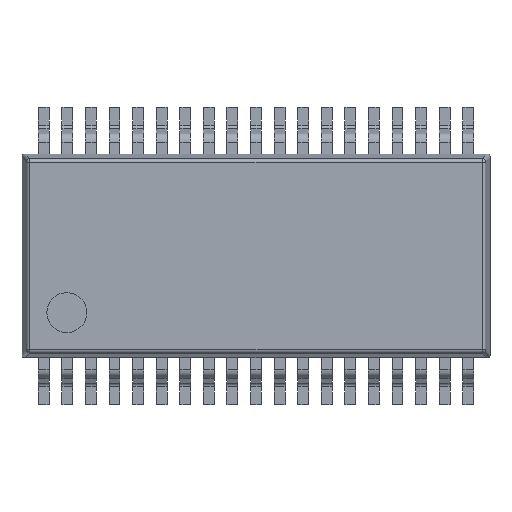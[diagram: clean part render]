
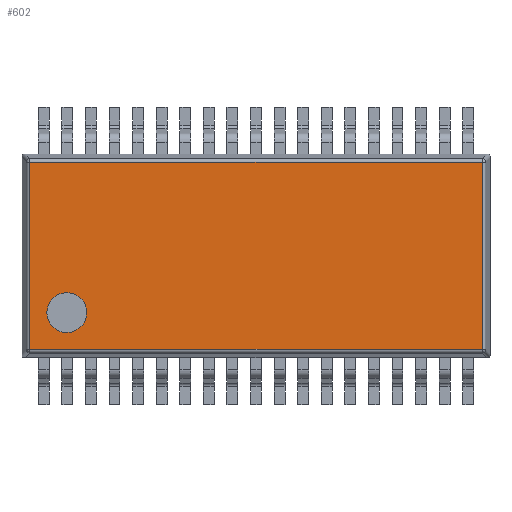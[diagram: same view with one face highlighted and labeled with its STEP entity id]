
A CAD part, top view. The second image highlights one B-rep face of the part: STEP entity #602.
In plain terms, the highlighted planar face has unit normal (0, 0, 1).
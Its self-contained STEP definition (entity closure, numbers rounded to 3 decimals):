
#602=ADVANCED_FACE('',(#1442,#1444),#1446,.T.);
#1442=FACE_BOUND('',#1443,.T.);
#1443=EDGE_LOOP('',(#2186,#2187,#2188,#2189));
#1444=FACE_BOUND('',#1445,.T.);
#1445=EDGE_LOOP('',(#2190));
#1446=PLANE('',#1447);
#1447=AXIS2_PLACEMENT_3D('',#1448,#1449,#1450);
#1448=CARTESIAN_POINT('',(0.,0.,2.));
#1449=DIRECTION('',(0.,0.,1.));
#1450=DIRECTION('',(1.,0.,0.));
#2186=ORIENTED_EDGE('',*,*,#2654,.T.);
#2187=ORIENTED_EDGE('',*,*,#2655,.T.);
#2188=ORIENTED_EDGE('',*,*,#2656,.T.);
#2189=ORIENTED_EDGE('',*,*,#2657,.T.);
#2190=ORIENTED_EDGE('',*,*,#2658,.T.);
#2654=EDGE_CURVE('',#2964,#2965,#2966,.T.);
#2655=EDGE_CURVE('',#2965,#2967,#2968,.T.);
#2656=EDGE_CURVE('',#2967,#2969,#2970,.T.);
#2657=EDGE_CURVE('',#2969,#2964,#2971,.T.);
#2658=EDGE_CURVE('',#2972,#2972,#2973,.F.);
#2964=VERTEX_POINT('',#3676);
#2965=VERTEX_POINT('',#3677);
#2966=LINE('',#3678,#3679);
#2967=VERTEX_POINT('',#3681);
#2968=LINE('',#3682,#3683);
#2969=VERTEX_POINT('',#3685);
#2970=LINE('',#3686,#3687);
#2971=LINE('',#3689,#3690);
#2972=VERTEX_POINT('',#3692);
#2973=CIRCLE('',#3693,0.55);
#3676=CARTESIAN_POINT('',(6.23,2.58,2.));
#3677=CARTESIAN_POINT('',(-6.23,2.58,2.));
#3678=CARTESIAN_POINT('',(6.23,2.58,2.));
#3679=VECTOR('',#3680,1.);
#3680=DIRECTION('',(-1.,0.,0.));
#3681=CARTESIAN_POINT('',(-6.23,-2.58,2.));
#3682=CARTESIAN_POINT('',(-6.23,2.58,2.));
#3683=VECTOR('',#3684,1.);
#3684=DIRECTION('',(0.,-1.,0.));
#3685=CARTESIAN_POINT('',(6.23,-2.58,2.));
#3686=CARTESIAN_POINT('',(-6.23,-2.58,2.));
#3687=VECTOR('',#3688,1.);
#3688=DIRECTION('',(1.,0.,0.));
#3689=CARTESIAN_POINT('',(6.23,-2.58,2.));
#3690=VECTOR('',#3691,1.);
#3691=DIRECTION('',(0.,1.,0.));
#3692=CARTESIAN_POINT('',(-4.665,-1.565,2.));
#3693=AXIS2_PLACEMENT_3D('',#3694,#3695,#3696);
#3694=CARTESIAN_POINT('',(-5.215,-1.565,2.));
#3695=DIRECTION('',(0.,0.,1.));
#3696=DIRECTION('',(1.,0.,0.));
